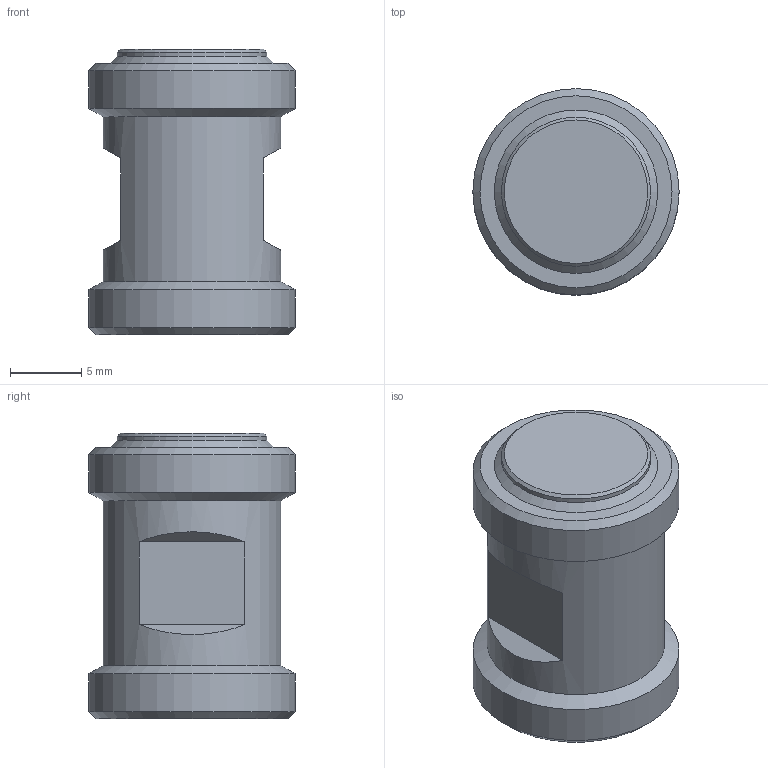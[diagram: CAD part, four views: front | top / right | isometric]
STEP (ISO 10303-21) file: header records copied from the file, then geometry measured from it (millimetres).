
FILE_DESCRIPTION(('Open CASCADE Model'),'2;1');
FILE_NAME('Open CASCADE Shape Model','2024-07-24T15:36:54',('Author'),( 'Open CASCADE'),'Open CASCADE STEP processor 7.7','Open CASCADE 7.7' ,'Unknown');
FILE_SCHEMA(('AUTOMOTIVE_DESIGN { 1 0 10303 214 1 1 1 1 }'));
Length unit declared in the file: millimetre
Products named in the file (1): Open CASCADE STEP translator 7.7 104
Bounding box: 14.45 x 14.45 x 20 mm (x, y, z)
Volume: 2602.7 mm3; surface area: 1163.1 mm2
Topology: 1 solids, 1 shells, 19 faces, 37 edges, 22 vertices
Faces by surface type: plane 9, cone 6, cylinder 4
Full cylindrical faces by diameter (mm): 10.45 x1, 12.45 x1, 14.45 x2
Entity records: 988 total; most frequent: CARTESIAN_POINT 209, DIRECTION 147, ORIENTED_EDGE 74, PCURVE 74, DEFINITIONAL_REPRESENTATION 74, LINE 61, VECTOR 61, AXIS2_PLACEMENT_3D 38
